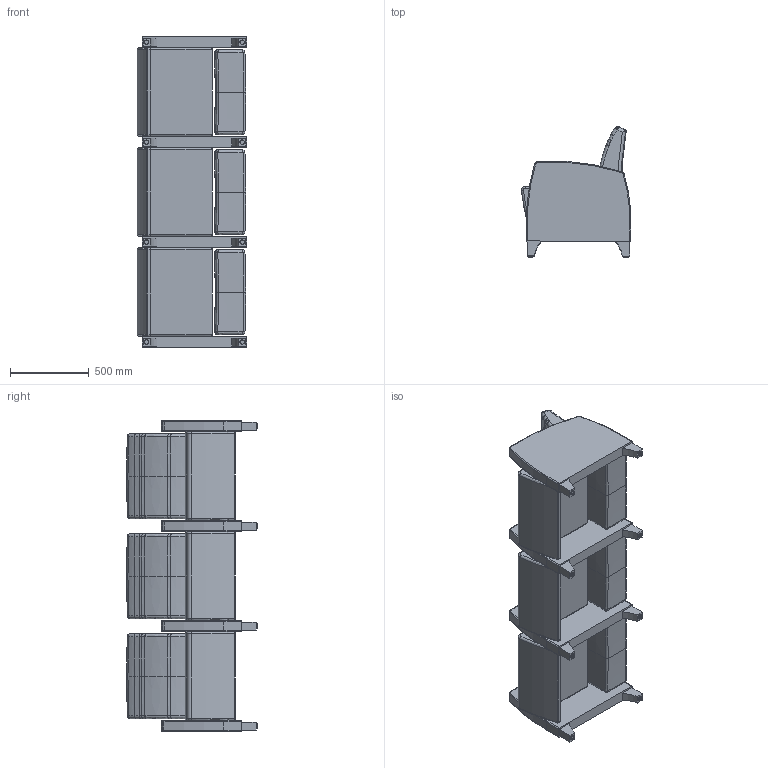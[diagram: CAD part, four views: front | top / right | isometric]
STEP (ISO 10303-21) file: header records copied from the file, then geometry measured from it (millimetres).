
FILE_DESCRIPTION(/* description */ (''),/* implementation_level */ '2;1');
FILE_NAME(/* name */ 'KOU30IF (SYMBOL).stp',/* time_stamp */ '2017-03-13T17:19:06-04:00',/* author */ ('emerkel'),/* organization */ (''),/* preprocessor_version */ 'ST-DEVELOPER v16.5',/* originating_system */ 'Autodesk Inventor 2017',/* authorisation */ '');
FILE_SCHEMA (('AUTOMOTIVE_DESIGN { 1 0 10303 214 3 1 1 }'));
Length unit declared in the file: inch
Products named in the file (7): KOU30IF (SYMBOL); NEW KOU LEG; NEW KOU LEG_1; GLIDE APFAA06-1; KOU10 NEW BACK; KOU10 SEAT; KOD10 ARM2
Assembly tree (20 placements, depth 3):
  KOU30IF (SYMBOL)
    KOD10 ARM2  x4
    NEW KOU LEG  x8
      NEW KOU LEG_1
      GLIDE APFAA06-1
    KOU10 NEW BACK  x3
    KOU10 SEAT  x3
Bounding box: 694.61 x 828.37 x 1975.35 mm (x, y, z)
Volume: 373818216.3 mm3; surface area: 9448199.3 mm2
Topology: 58 solids, 58 shells, 997 faces, 2295 edges, 1420 vertices
Faces by surface type: plane 353, bspline 278, cylinder 152, cone 128, torus 86
Full cylindrical faces by diameter (mm): 10.77 x8, 16.002 x8, 19.05 x8, 28.575 x8
Entity records: 8859 total; most frequent: CARTESIAN_POINT 4085, ORIENTED_EDGE 966, DIRECTION 928, EDGE_CURVE 483, AXIS2_PLACEMENT_3D 412, VERTEX_POINT 295, CIRCLE 225, EDGE_LOOP 222
